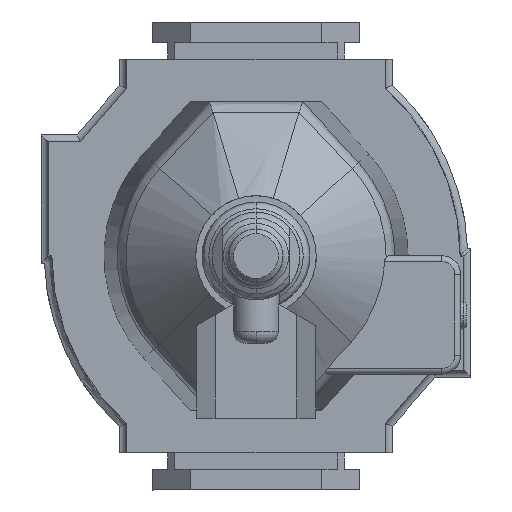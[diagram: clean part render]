
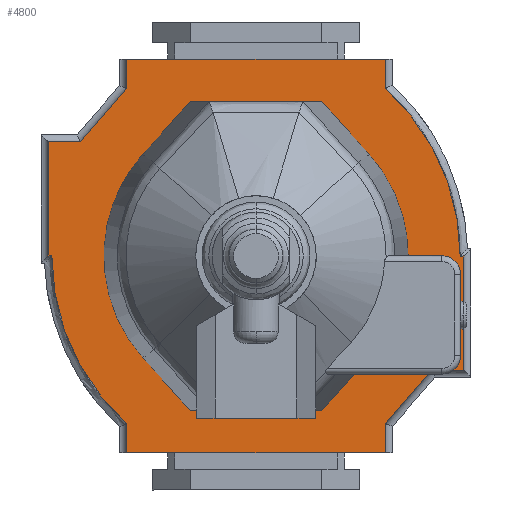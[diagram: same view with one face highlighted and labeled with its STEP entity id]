
A CAD part, front view. The second image highlights one B-rep face of the part: STEP entity #4800.
In plain terms, the highlighted face is planar.
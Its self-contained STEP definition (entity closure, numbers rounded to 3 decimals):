
#44 = FACE_OUTER_BOUND ( 'NONE', #9758, .T. ) ;
#300 = AXIS2_PLACEMENT_3D ( 'NONE', #6564, #4518, #3607 ) ;
#303 = CARTESIAN_POINT ( 'NONE',  ( 33.65, 0., -22.1 ) ) ;
#435 = VERTEX_POINT ( 'NONE', #7832 ) ;
#495 = VECTOR ( 'NONE', #11798, 1000. ) ;
#521 = DIRECTION ( 'NONE',  ( 0.757, 0., 0.654 ) ) ;
#565 = CARTESIAN_POINT ( 'NONE',  ( -33.65, 0., -22.1 ) ) ;
#566 = EDGE_CURVE ( 'NONE', #1381, #10017, #8084, .T. ) ;
#793 = DIRECTION ( 'NONE',  ( -1., 0., 0. ) ) ;
#877 = CIRCLE ( 'NONE', #300, 38.4 ) ;
#879 = DIRECTION ( 'NONE',  ( 0., 0., 1. ) ) ;
#984 = EDGE_CURVE ( 'NONE', #8567, #8361, #9988, .T. ) ;
#1023 = ORIENTED_EDGE ( 'NONE', *, *, #11489, .F. ) ;
#1058 = CARTESIAN_POINT ( 'NONE',  ( 0., 0., -35.5 ) ) ;
#1094 = VERTEX_POINT ( 'NONE', #9867 ) ;
#1251 = ORIENTED_EDGE ( 'NONE', *, *, #10925, .F. ) ;
#1338 = LINE ( 'NONE', #1978, #7073 ) ;
#1381 = VERTEX_POINT ( 'NONE', #8469 ) ;
#1397 = VECTOR ( 'NONE', #7261, 1000. ) ;
#1401 = CARTESIAN_POINT ( 'NONE',  ( 0., 0., 0. ) ) ;
#1433 = DIRECTION ( 'NONE',  ( 0., -1., 0. ) ) ;
#1636 = VERTEX_POINT ( 'NONE', #303 ) ;
#1733 = LINE ( 'NONE', #2614, #2608 ) ;
#1741 = CARTESIAN_POINT ( 'NONE',  ( 0., 0., 34.9 ) ) ;
#1768 = CARTESIAN_POINT ( 'NONE',  ( 28.65, 0., -22.1 ) ) ;
#1771 = VECTOR ( 'NONE', #9761, 1000. ) ;
#1838 = CARTESIAN_POINT ( 'NONE',  ( -28.65, 0., 22.1 ) ) ;
#1861 = EDGE_CURVE ( 'NONE', #435, #9967, #6074, .T. ) ;
#1912 = CARTESIAN_POINT ( 'NONE',  ( 0., 0., 35.5 ) ) ;
#1945 = EDGE_CURVE ( 'NONE', #1636, #8260, #5172, .T. ) ;
#1946 = CARTESIAN_POINT ( 'NONE',  ( -33.65, 0., 22.1 ) ) ;
#1978 = CARTESIAN_POINT ( 'NONE',  ( -33.65, 0., 22.1 ) ) ;
#2104 = AXIS2_PLACEMENT_3D ( 'NONE', #4127, #1433, #8789 ) ;
#2132 = CARTESIAN_POINT ( 'NONE',  ( -19.5, 0., 35.5 ) ) ;
#2320 = VECTOR ( 'NONE', #879, 1000. ) ;
#2566 = DIRECTION ( 'NONE',  ( 0., 0., 1. ) ) ;
#2608 = VECTOR ( 'NONE', #793, 1000. ) ;
#2614 = CARTESIAN_POINT ( 'NONE',  ( 33.65, 0., 22.1 ) ) ;
#2638 = EDGE_CURVE ( 'NONE', #8361, #10302, #5107, .T. ) ;
#2715 = CARTESIAN_POINT ( 'NONE',  ( 0., 0., -35.5 ) ) ;
#2756 = ORIENTED_EDGE ( 'NONE', *, *, #566, .F. ) ;
#2951 = VECTOR ( 'NONE', #7305, 1000. ) ;
#2994 = ORIENTED_EDGE ( 'NONE', *, *, #9726, .F. ) ;
#3357 = ORIENTED_EDGE ( 'NONE', *, *, #7134, .F. ) ;
#3576 = LINE ( 'NONE', #1741, #7226 ) ;
#3607 = DIRECTION ( 'NONE',  ( 0., 0., 1. ) ) ;
#3672 = CARTESIAN_POINT ( 'NONE',  ( -19.5, 0., 35.5 ) ) ;
#3731 = PLANE ( 'NONE',  #5844 ) ;
#3946 = DIRECTION ( 'NONE',  ( 0., 0., -1. ) ) ;
#3994 = VECTOR ( 'NONE', #5359, 1000. ) ;
#4119 = ORIENTED_EDGE ( 'NONE', *, *, #6504, .F. ) ;
#4127 = CARTESIAN_POINT ( 'NONE',  ( 0., 0., -3.5 ) ) ;
#4160 = LINE ( 'NONE', #2132, #7207 ) ;
#4378 = CARTESIAN_POINT ( 'NONE',  ( 28.65, 0., -22.1 ) ) ;
#4518 = DIRECTION ( 'NONE',  ( 0., -1., 0. ) ) ;
#4588 = LINE ( 'NONE', #1768, #2951 ) ;
#4786 = ORIENTED_EDGE ( 'NONE', *, *, #1861, .F. ) ;
#4800 = ADVANCED_FACE ( 'NONE', ( #44 ), #3731, .T. ) ;
#4885 = DIRECTION ( 'NONE',  ( 0., 0., 1. ) ) ;
#5107 = LINE ( 'NONE', #6796, #9079 ) ;
#5133 = VERTEX_POINT ( 'NONE', #1058 ) ;
#5172 = LINE ( 'NONE', #8863, #1397 ) ;
#5359 = DIRECTION ( 'NONE',  ( 0., 0., -1. ) ) ;
#5404 = CARTESIAN_POINT ( 'NONE',  ( 19.5, 0., -35.5 ) ) ;
#5414 = EDGE_CURVE ( 'NONE', #9967, #9952, #4160, .T. ) ;
#5436 = DIRECTION ( 'NONE',  ( 1., 0., 0. ) ) ;
#5500 = DIRECTION ( 'NONE',  ( -0.757, 0., -0.654 ) ) ;
#5844 = AXIS2_PLACEMENT_3D ( 'NONE', #1401, #9649, #4885 ) ;
#5914 = DIRECTION ( 'NONE',  ( 0., 0., -1. ) ) ;
#6074 = LINE ( 'NONE', #1912, #1771 ) ;
#6078 = VERTEX_POINT ( 'NONE', #1838 ) ;
#6089 = LINE ( 'NONE', #7227, #7644 ) ;
#6163 = CARTESIAN_POINT ( 'NONE',  ( 19.5, 0., -35.5 ) ) ;
#6377 = EDGE_CURVE ( 'NONE', #1094, #10061, #877, .T. ) ;
#6378 = LINE ( 'NONE', #10180, #3994 ) ;
#6504 = EDGE_CURVE ( 'NONE', #6078, #10941, #9176, .T. ) ;
#6505 = ORIENTED_EDGE ( 'NONE', *, *, #6377, .F. ) ;
#6564 = CARTESIAN_POINT ( 'NONE',  ( 0., 0., 3.5 ) ) ;
#6567 = CARTESIAN_POINT ( 'NONE',  ( 0., 0., 34.9 ) ) ;
#6796 = CARTESIAN_POINT ( 'NONE',  ( 19.5, 0., -30. ) ) ;
#6883 = EDGE_CURVE ( 'NONE', #10017, #435, #3576, .T. ) ;
#7073 = VECTOR ( 'NONE', #3946, 1000. ) ;
#7134 = EDGE_CURVE ( 'NONE', #10302, #1636, #4588, .T. ) ;
#7207 = VECTOR ( 'NONE', #5914, 1000. ) ;
#7226 = VECTOR ( 'NONE', #2566, 1000. ) ;
#7227 = CARTESIAN_POINT ( 'NONE',  ( -33.65, 0., -22.1 ) ) ;
#7261 = DIRECTION ( 'NONE',  ( 0., 0., 1. ) ) ;
#7305 = DIRECTION ( 'NONE',  ( 1., 0., 0. ) ) ;
#7309 = LINE ( 'NONE', #10069, #9597 ) ;
#7477 = CARTESIAN_POINT ( 'NONE',  ( -28.65, 0., 22.1 ) ) ;
#7606 = VECTOR ( 'NONE', #5436, 1000. ) ;
#7644 = VECTOR ( 'NONE', #9878, 1000. ) ;
#7832 = CARTESIAN_POINT ( 'NONE',  ( 0., 0., 35.5 ) ) ;
#7911 = EDGE_CURVE ( 'NONE', #5133, #8567, #10966, .T. ) ;
#8084 = CIRCLE ( 'NONE', #2104, 38.4 ) ;
#8260 = VERTEX_POINT ( 'NONE', #9174 ) ;
#8361 = VERTEX_POINT ( 'NONE', #9430 ) ;
#8469 = CARTESIAN_POINT ( 'NONE',  ( 28.622, 0., 22.1 ) ) ;
#8567 = VERTEX_POINT ( 'NONE', #6163 ) ;
#8789 = DIRECTION ( 'NONE',  ( 0., 0., -1. ) ) ;
#8829 = ORIENTED_EDGE ( 'NONE', *, *, #9114, .F. ) ;
#8863 = CARTESIAN_POINT ( 'NONE',  ( 33.65, 0., -22.1 ) ) ;
#9079 = VECTOR ( 'NONE', #521, 1000. ) ;
#9114 = EDGE_CURVE ( 'NONE', #8260, #1381, #1733, .T. ) ;
#9174 = CARTESIAN_POINT ( 'NONE',  ( 33.65, 0., 22.1 ) ) ;
#9176 = LINE ( 'NONE', #7477, #495 ) ;
#9430 = CARTESIAN_POINT ( 'NONE',  ( 19.5, 0., -30. ) ) ;
#9508 = EDGE_CURVE ( 'NONE', #11539, #1094, #6089, .T. ) ;
#9597 = VECTOR ( 'NONE', #5500, 1000. ) ;
#9649 = DIRECTION ( 'NONE',  ( 0., 1., 0. ) ) ;
#9726 = EDGE_CURVE ( 'NONE', #10941, #11539, #1338, .T. ) ;
#9758 = EDGE_LOOP ( 'NONE', ( #1251, #6505, #11804, #2994, #4119, #1023, #11003, #4786, #9859, #2756, #8829, #10182, #3357, #11916, #10463, #10455 ) ) ;
#9761 = DIRECTION ( 'NONE',  ( -1., 0., 0. ) ) ;
#9859 = ORIENTED_EDGE ( 'NONE', *, *, #6883, .F. ) ;
#9867 = CARTESIAN_POINT ( 'NONE',  ( -28.622, 0., -22.1 ) ) ;
#9878 = DIRECTION ( 'NONE',  ( 1., 0., 0. ) ) ;
#9952 = VERTEX_POINT ( 'NONE', #11927 ) ;
#9967 = VERTEX_POINT ( 'NONE', #3672 ) ;
#9988 = LINE ( 'NONE', #5404, #2320 ) ;
#10017 = VERTEX_POINT ( 'NONE', #6567 ) ;
#10061 = VERTEX_POINT ( 'NONE', #11555 ) ;
#10069 = CARTESIAN_POINT ( 'NONE',  ( -19.5, 0., 30. ) ) ;
#10180 = CARTESIAN_POINT ( 'NONE',  ( 0., 0., -34.9 ) ) ;
#10182 = ORIENTED_EDGE ( 'NONE', *, *, #1945, .F. ) ;
#10302 = VERTEX_POINT ( 'NONE', #4378 ) ;
#10455 = ORIENTED_EDGE ( 'NONE', *, *, #7911, .F. ) ;
#10463 = ORIENTED_EDGE ( 'NONE', *, *, #984, .F. ) ;
#10925 = EDGE_CURVE ( 'NONE', #10061, #5133, #6378, .T. ) ;
#10941 = VERTEX_POINT ( 'NONE', #1946 ) ;
#10966 = LINE ( 'NONE', #2715, #7606 ) ;
#11003 = ORIENTED_EDGE ( 'NONE', *, *, #5414, .F. ) ;
#11489 = EDGE_CURVE ( 'NONE', #9952, #6078, #7309, .T. ) ;
#11539 = VERTEX_POINT ( 'NONE', #565 ) ;
#11555 = CARTESIAN_POINT ( 'NONE',  ( 0., 0., -34.9 ) ) ;
#11798 = DIRECTION ( 'NONE',  ( -1., 0., 0. ) ) ;
#11804 = ORIENTED_EDGE ( 'NONE', *, *, #9508, .F. ) ;
#11916 = ORIENTED_EDGE ( 'NONE', *, *, #2638, .F. ) ;
#11927 = CARTESIAN_POINT ( 'NONE',  ( -19.5, 0., 30. ) ) ;
